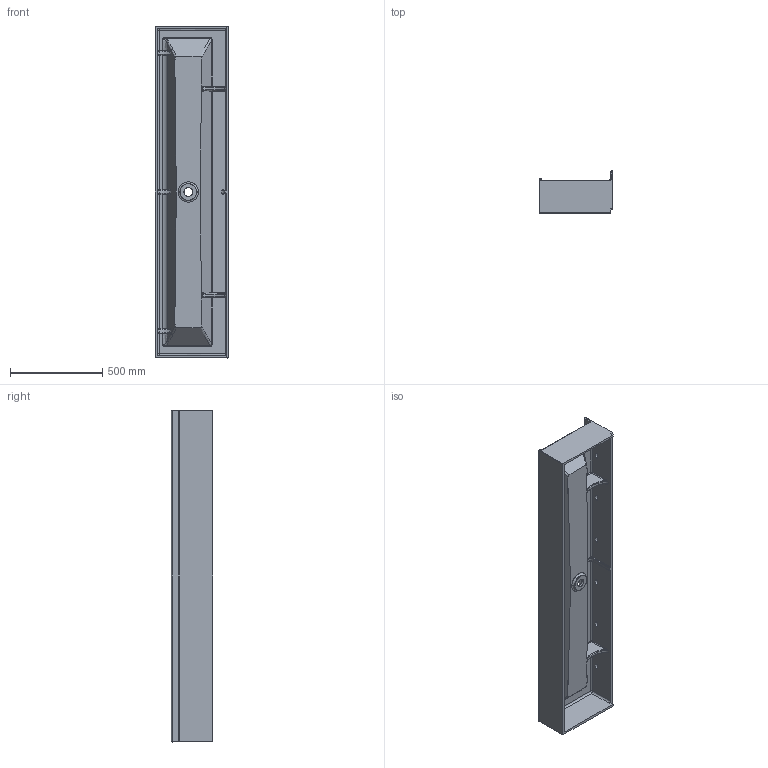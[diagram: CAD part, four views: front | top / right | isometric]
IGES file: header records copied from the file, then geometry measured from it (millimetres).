
Start section: SolidWorks IGES file using analytic representation for surfaces
Global section: file name: Active_400.IGS; native system: SolidWorks 2020; preprocessor: SolidWorks 2020; author: cedric.miclo; date: 201104.170426; units: millimetre
Bounding box: 400 x 225 x 1800 mm (x, y, z)
Surface area: 3449457.3 mm2 (no closed solid volume)
Topology: 0 solids, 0 shells, 331 faces, 3461 edges, 3432 vertices
Faces by surface type: bspline 195, revolution 136
